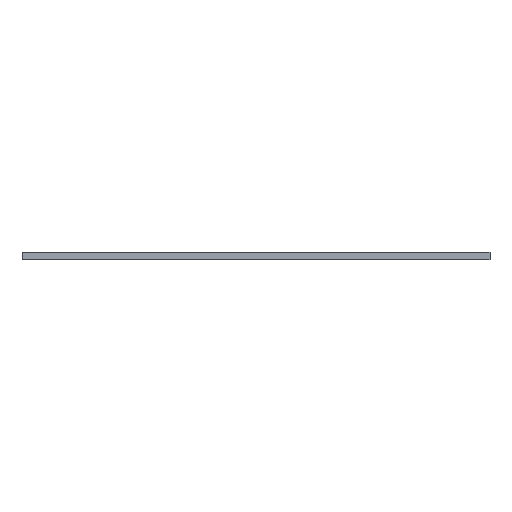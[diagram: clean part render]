
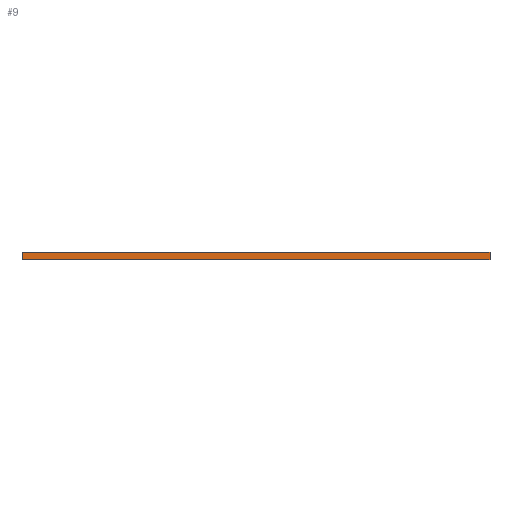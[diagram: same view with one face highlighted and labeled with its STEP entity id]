
A CAD part, front view. The second image highlights one B-rep face of the part: STEP entity #9.
In plain terms, the highlighted planar face has unit normal (0, -1, 0).
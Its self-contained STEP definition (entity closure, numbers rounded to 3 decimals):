
#1 = LINE ( 'NONE', #604, #229 ) ;
#9 = ADVANCED_FACE ( 'NONE', ( #465 ), #700, .T. ) ;
#27 = DIRECTION ( 'NONE',  ( 1., 0., 0. ) ) ;
#32 = LINE ( 'NONE', #548, #618 ) ;
#59 = DIRECTION ( 'NONE',  ( -1., 0., 0. ) ) ;
#73 = CARTESIAN_POINT ( 'NONE',  ( 308., -4., 0. ) ) ;
#83 = DIRECTION ( 'NONE',  ( 0., 0., -1. ) ) ;
#167 = CARTESIAN_POINT ( 'NONE',  ( 308., -4., 5. ) ) ;
#179 = CARTESIAN_POINT ( 'NONE',  ( 0.119, -4., 5. ) ) ;
#204 = EDGE_CURVE ( 'NONE', #487, #746, #1, .T. ) ;
#229 = VECTOR ( 'NONE', #59, 1000. ) ;
#235 = ORIENTED_EDGE ( 'NONE', *, *, #459, .F. ) ;
#242 = EDGE_LOOP ( 'NONE', ( #254, #235, #578, #470 ) ) ;
#254 = ORIENTED_EDGE ( 'NONE', *, *, #204, .F. ) ;
#290 = VECTOR ( 'NONE', #762, 1000. ) ;
#299 = CARTESIAN_POINT ( 'NONE',  ( 308., -4., 5. ) ) ;
#345 = EDGE_CURVE ( 'NONE', #457, #746, #32, .T. ) ;
#379 = DIRECTION ( 'NONE',  ( 0., -1., 0. ) ) ;
#382 = VECTOR ( 'NONE', #385, 1000. ) ;
#385 = DIRECTION ( 'NONE',  ( -1., 0., 0. ) ) ;
#391 = AXIS2_PLACEMENT_3D ( 'NONE', #179, #379, #27 ) ;
#399 = VERTEX_POINT ( 'NONE', #167 ) ;
#457 = VERTEX_POINT ( 'NONE', #491 ) ;
#459 = EDGE_CURVE ( 'NONE', #399, #487, #643, .T. ) ;
#465 = FACE_OUTER_BOUND ( 'NONE', #242, .T. ) ;
#470 = ORIENTED_EDGE ( 'NONE', *, *, #345, .T. ) ;
#487 = VERTEX_POINT ( 'NONE', #73 ) ;
#491 = CARTESIAN_POINT ( 'NONE',  ( 0.119, -4., 5. ) ) ;
#548 = CARTESIAN_POINT ( 'NONE',  ( 0.119, -4., 5. ) ) ;
#578 = ORIENTED_EDGE ( 'NONE', *, *, #806, .T. ) ;
#588 = LINE ( 'NONE', #638, #382 ) ;
#604 = CARTESIAN_POINT ( 'NONE',  ( 0.119, -4., 0. ) ) ;
#618 = VECTOR ( 'NONE', #83, 1000. ) ;
#638 = CARTESIAN_POINT ( 'NONE',  ( 0.119, -4., 5. ) ) ;
#643 = LINE ( 'NONE', #299, #290 ) ;
#653 = CARTESIAN_POINT ( 'NONE',  ( 0.119, -4., 0. ) ) ;
#700 = PLANE ( 'NONE',  #391 ) ;
#746 = VERTEX_POINT ( 'NONE', #653 ) ;
#762 = DIRECTION ( 'NONE',  ( 0., 0., -1. ) ) ;
#806 = EDGE_CURVE ( 'NONE', #399, #457, #588, .T. ) ;
